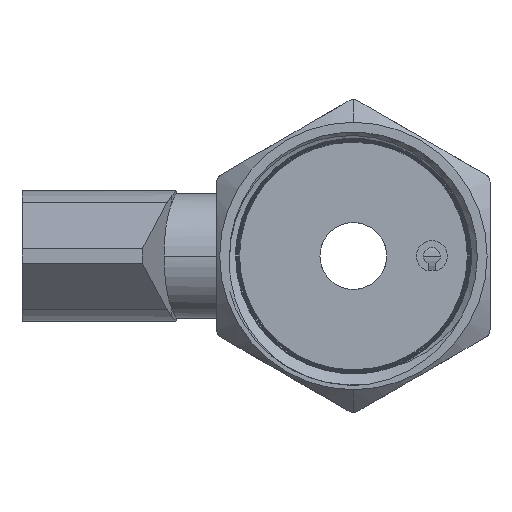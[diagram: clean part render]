
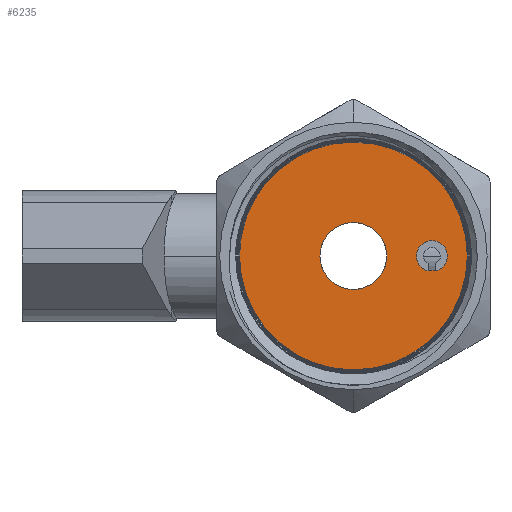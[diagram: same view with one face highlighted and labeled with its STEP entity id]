
A CAD part, left-side view. The second image highlights one B-rep face of the part: STEP entity #6235.
In plain terms, the highlighted planar face has unit normal (-1, 0, 0).
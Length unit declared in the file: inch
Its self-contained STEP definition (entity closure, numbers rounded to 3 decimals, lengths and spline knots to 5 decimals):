
#1191=CARTESIAN_POINT('',(0.47,0.,0.));
#1192=DIRECTION('',(1.,0.,0.));
#1193=DIRECTION('',(0.,0.,-1.));
#1194=AXIS2_PLACEMENT_3D('',#1191,#1192,#1193);
#1259=CARTESIAN_POINT('',(0.47,0.,0.));
#1260=DIRECTION('',(1.,0.,0.));
#1261=DIRECTION('',(0.,0.,1.));
#1262=AXIS2_PLACEMENT_3D('',#1259,#1260,#1261);
#1844=CARTESIAN_POINT('',(0.47,-0.27,0.));
#1845=DIRECTION('',(-1.,0.,0.));
#1846=DIRECTION('',(0.,0.,1.));
#1847=AXIS2_PLACEMENT_3D('',#1844,#1845,#1846);
#1853=CARTESIAN_POINT('',(0.47,-0.27,0.));
#1854=DIRECTION('',(-1.,0.,0.));
#1855=DIRECTION('',(0.,0.,-1.));
#1856=AXIS2_PLACEMENT_3D('',#1853,#1854,#1855);
#1931=CARTESIAN_POINT('',(0.47,0.,0.));
#1932=DIRECTION('',(-1.,0.,0.));
#1933=DIRECTION('',(0.,1.,0.));
#1934=AXIS2_PLACEMENT_3D('',#1931,#1932,#1933);
#2356=CARTESIAN_POINT('',(0.47,0.,0.));
#2357=DIRECTION('',(1.,0.,0.));
#2358=DIRECTION('',(0.,1.,0.));
#2359=AXIS2_PLACEMENT_3D('',#2356,#2357,#2358);
#3357=CARTESIAN_POINT('',(0.47,0.,-0.115));
#3358=CARTESIAN_POINT('',(0.47,0.,0.115));
#3359=VERTEX_POINT('',#3357);
#3360=VERTEX_POINT('',#3358);
#3361=CARTESIAN_POINT('',(0.47,-0.27,0.049));
#3362=CARTESIAN_POINT('',(0.47,-0.27,-0.049));
#3363=VERTEX_POINT('',#3361);
#3364=VERTEX_POINT('',#3362);
#3377=CARTESIAN_POINT('',(0.47,0.39187,0.));
#3379=VERTEX_POINT('',#3377);
#3406=CARTESIAN_POINT('',(0.47,-0.39187,0.));
#3407=VERTEX_POINT('',#3406);
#6214=CARTESIAN_POINT('',(0.47,0.,0.));
#6215=DIRECTION('',(-1.,0.,0.));
#6216=DIRECTION('',(0.,1.,0.));
#6217=AXIS2_PLACEMENT_3D('',#6214,#6215,#6216);
#6218=PLANE('',#6217);
#6220=ORIENTED_EDGE('',*,*,#6219,.F.);
#6222=ORIENTED_EDGE('',*,*,#6221,.T.);
#6223=EDGE_LOOP('',(#6220,#6222));
#6224=FACE_OUTER_BOUND('',#6223,.F.);
#6225=ORIENTED_EDGE('',*,*,#4280,.F.);
#6226=ORIENTED_EDGE('',*,*,#4310,.F.);
#6227=EDGE_LOOP('',(#6225,#6226));
#6228=FACE_BOUND('',#6227,.F.);
#6230=ORIENTED_EDGE('',*,*,#6229,.T.);
#6232=ORIENTED_EDGE('',*,*,#6231,.T.);
#6233=EDGE_LOOP('',(#6230,#6232));
#6234=FACE_BOUND('',#6233,.F.);
#6235=ADVANCED_FACE('',(#6224,#6228,#6234),#6218,.T.);
#1195=CIRCLE('',#1194,0.115);
#1263=CIRCLE('',#1262,0.115);
#1848=CIRCLE('',#1847,0.049);
#1857=CIRCLE('',#1856,0.049);
#1935=CIRCLE('',#1934,0.39187);
#2360=CIRCLE('',#2359,0.39187);
#4280=EDGE_CURVE('',#3359,#3360,#1195,.T.);
#4310=EDGE_CURVE('',#3360,#3359,#1263,.T.);
#6219=EDGE_CURVE('',#3379,#3407,#1935,.T.);
#6221=EDGE_CURVE('',#3379,#3407,#2360,.T.);
#6229=EDGE_CURVE('',#3363,#3364,#1848,.T.);
#6231=EDGE_CURVE('',#3364,#3363,#1857,.T.);
